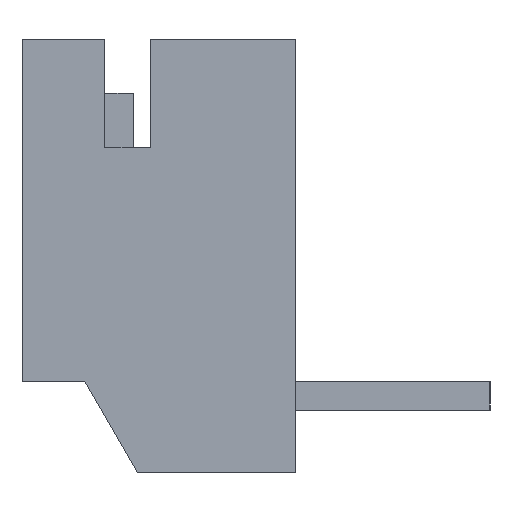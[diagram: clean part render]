
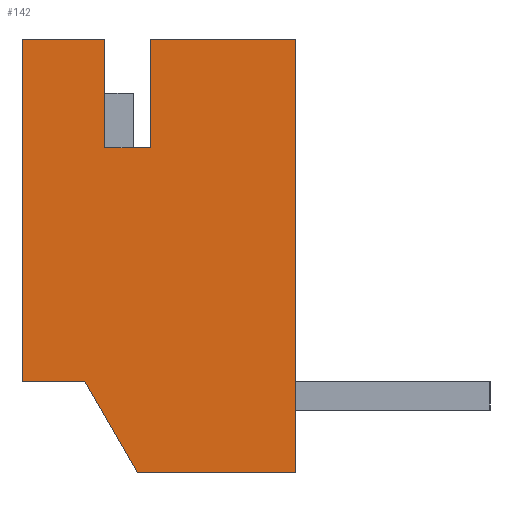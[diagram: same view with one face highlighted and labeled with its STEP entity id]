
A CAD part, left-side view. The second image highlights one B-rep face of the part: STEP entity #142.
In plain terms, the highlighted planar face has unit normal (-1, 0, 0).
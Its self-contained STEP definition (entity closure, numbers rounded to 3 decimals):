
#66 = VERTEX_POINT ( 'NONE', #2103 ) ;
#117 = ORIENTED_EDGE ( 'NONE', *, *, #205, .T. ) ;
#118 = ORIENTED_EDGE ( 'NONE', *, *, #1109, .T. ) ;
#119 = ORIENTED_EDGE ( 'NONE', *, *, #1133, .T. ) ;
#120 = ORIENTED_EDGE ( 'NONE', *, *, #1258, .T. ) ;
#121 = ORIENTED_EDGE ( 'NONE', *, *, #154, .T. ) ;
#122 = ORIENTED_EDGE ( 'NONE', *, *, #123, .T. ) ;
#123 = EDGE_CURVE ( 'NONE', #66, #124, #1921, .T. ) ;
#124 = VERTEX_POINT ( 'NONE', #2007 ) ;
#125 = ORIENTED_EDGE ( 'NONE', *, *, #145, .T. ) ;
#142 = ADVANCED_FACE ( 'NONE', ( #1991 ), #1975, .T. ) ;
#143 = EDGE_LOOP ( 'NONE', ( #144, #117, #118, #119, #120, #121, #122, #125, #146, #147 ) ) ;
#144 = ORIENTED_EDGE ( 'NONE', *, *, #1884, .T. ) ;
#145 = EDGE_CURVE ( 'NONE', #124, #1136, #1969, .T. ) ;
#146 = ORIENTED_EDGE ( 'NONE', *, *, #1283, .T. ) ;
#147 = ORIENTED_EDGE ( 'NONE', *, *, #1277, .T. ) ;
#154 = EDGE_CURVE ( 'NONE', #1259, #66, #2241, .T. ) ;
#205 = EDGE_CURVE ( 'NONE', #1882, #1111, #2291, .T. ) ;
#1109 = EDGE_CURVE ( 'NONE', #1111, #1112, #4480, .T. ) ;
#1111 = VERTEX_POINT ( 'NONE', #4482 ) ;
#1112 = VERTEX_POINT ( 'NONE', #4483 ) ;
#1133 = EDGE_CURVE ( 'NONE', #1112, #1519, #4715, .T. ) ;
#1136 = VERTEX_POINT ( 'NONE', #4711 ) ;
#1181 = VERTEX_POINT ( 'NONE', #4643 ) ;
#1258 = EDGE_CURVE ( 'NONE', #1519, #1259, #4940, .T. ) ;
#1259 = VERTEX_POINT ( 'NONE', #4795 ) ;
#1265 = VERTEX_POINT ( 'NONE', #4785 ) ;
#1277 = EDGE_CURVE ( 'NONE', #1181, #1265, #4892, .T. ) ;
#1283 = EDGE_CURVE ( 'NONE', #1136, #1181, #4886, .T. ) ;
#1519 = VERTEX_POINT ( 'NONE', #5111 ) ;
#1882 = VERTEX_POINT ( 'NONE', #2678 ) ;
#1884 = EDGE_CURVE ( 'NONE', #1265, #1882, #2677, .T. ) ;
#1918 = DIRECTION ( 'NONE',  ( 0., 0., -1. ) ) ;
#1919 = VECTOR ( 'NONE', #1918, 1000. ) ;
#1920 = CARTESIAN_POINT ( 'NONE',  ( -28.7, -1.2, 14.95 ) ) ;
#1921 = LINE ( 'NONE', #1920, #1919 ) ;
#1966 = DIRECTION ( 'NONE',  ( 0., -1., 0. ) ) ;
#1967 = VECTOR ( 'NONE', #1966, 1000. ) ;
#1968 = CARTESIAN_POINT ( 'NONE',  ( -28.7, -3.6, 11.95 ) ) ;
#1969 = LINE ( 'NONE', #1968, #1967 ) ;
#1971 = DIRECTION ( 'NONE',  ( 0., -1., 0. ) ) ;
#1972 = DIRECTION ( 'NONE',  ( -1., 0., 0. ) ) ;
#1973 = CARTESIAN_POINT ( 'NONE',  ( -28.7, -1.2, 10.35 ) ) ;
#1974 = AXIS2_PLACEMENT_3D ( 'NONE', #1973, #1972, #1971 ) ;
#1975 = PLANE ( 'NONE',  #1974 ) ;
#1991 = FACE_OUTER_BOUND ( 'NONE', #143, .T. ) ;
#2007 = CARTESIAN_POINT ( 'NONE',  ( -28.7, -1.2, 11.95 ) ) ;
#2103 = CARTESIAN_POINT ( 'NONE',  ( -28.7, -1.2, 17.95 ) ) ;
#2120 = DIRECTION ( 'NONE',  ( 0., 1., 0. ) ) ;
#2121 = VECTOR ( 'NONE', #2120, 1000. ) ;
#2240 = CARTESIAN_POINT ( 'NONE',  ( -28.7, -3.6, 17.95 ) ) ;
#2241 = LINE ( 'NONE', #2240, #2121 ) ;
#2288 = DIRECTION ( 'NONE',  ( 0., 1., 0. ) ) ;
#2289 = VECTOR ( 'NONE', #2288, 1000. ) ;
#2290 = CARTESIAN_POINT ( 'NONE',  ( -28.7, -3.6, 17.95 ) ) ;
#2291 = LINE ( 'NONE', #2290, #2289 ) ;
#2677 = LINE ( 'NONE', #2740, #2739 ) ;
#2678 = CARTESIAN_POINT ( 'NONE',  ( -28.7, -6., 17.95 ) ) ;
#2738 = DIRECTION ( 'NONE',  ( 0., 0., 1. ) ) ;
#2739 = VECTOR ( 'NONE', #2738, 1000. ) ;
#2740 = CARTESIAN_POINT ( 'NONE',  ( -28.7, -6., 14.15 ) ) ;
#4478 = CARTESIAN_POINT ( 'NONE',  ( -28.7, -3.45, 14.15 ) ) ;
#4479 = DIRECTION ( 'NONE',  ( 0., 0., -1. ) ) ;
#4480 = LINE ( 'NONE', #4478, #4481 ) ;
#4481 = VECTOR ( 'NONE', #4479, 1000. ) ;
#4482 = CARTESIAN_POINT ( 'NONE',  ( -28.7, -3.45, 17.95 ) ) ;
#4483 = CARTESIAN_POINT ( 'NONE',  ( -28.7, -3.45, 16.05 ) ) ;
#4643 = CARTESIAN_POINT ( 'NONE',  ( -28.7, -3.224, 10.35 ) ) ;
#4711 = CARTESIAN_POINT ( 'NONE',  ( -28.7, -2.3, 11.95 ) ) ;
#4712 = DIRECTION ( 'NONE',  ( 0., 1., 0. ) ) ;
#4713 = VECTOR ( 'NONE', #4712, 1000. ) ;
#4714 = CARTESIAN_POINT ( 'NONE',  ( -28.7, -3.6, 16.05 ) ) ;
#4715 = LINE ( 'NONE', #4714, #4713 ) ;
#4785 = CARTESIAN_POINT ( 'NONE',  ( -28.7, -6., 10.35 ) ) ;
#4795 = CARTESIAN_POINT ( 'NONE',  ( -28.7, -2.65, 17.95 ) ) ;
#4796 = VECTOR ( 'NONE', #4938, 1000. ) ;
#4883 = DIRECTION ( 'NONE',  ( 0., -0.5, -0.866 ) ) ;
#4884 = VECTOR ( 'NONE', #4883, 1000. ) ;
#4885 = CARTESIAN_POINT ( 'NONE',  ( -28.7, -2.3, 11.95 ) ) ;
#4886 = LINE ( 'NONE', #4885, #4884 ) ;
#4889 = DIRECTION ( 'NONE',  ( 0., -1., 0. ) ) ;
#4890 = VECTOR ( 'NONE', #4889, 1000. ) ;
#4891 = CARTESIAN_POINT ( 'NONE',  ( -28.7, -3.6, 10.35 ) ) ;
#4892 = LINE ( 'NONE', #4891, #4890 ) ;
#4938 = DIRECTION ( 'NONE',  ( 0., 0., 1. ) ) ;
#4939 = CARTESIAN_POINT ( 'NONE',  ( -28.7, -2.65, 14.15 ) ) ;
#4940 = LINE ( 'NONE', #4939, #4796 ) ;
#5111 = CARTESIAN_POINT ( 'NONE',  ( -28.7, -2.65, 16.05 ) ) ;
